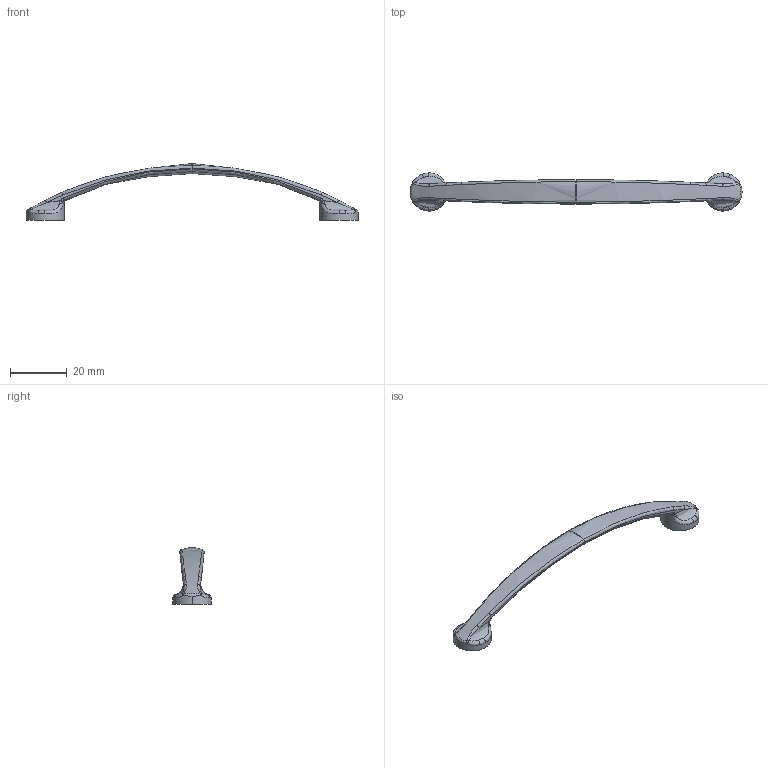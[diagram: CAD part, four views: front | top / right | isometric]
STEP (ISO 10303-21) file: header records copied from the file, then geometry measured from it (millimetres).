
FILE_DESCRIPTION(('Creo Elements/Direct Modeling STEP Export'),'2;1');
FILE_NAME('2206-116.stp','2019-02-04T15:49:18',(''),(''),'Creo Elements/Direct Modeling STEP processor for AP214 (Solid Model)','Creo Elements/Direct Modeling 20.0 12-Nov-2016 (C) Parametric Technology GmbH','');
FILE_SCHEMA(('AUTOMOTIVE_DESIGN { 1 0 10303 214 1 1 1 1 }'));
Length unit declared in the file: millimetre
Products named in the file (1): 2206-116
Bounding box: 116.8 x 13.4 x 19.95 mm (x, y, z)
Volume: 3528.5 mm3; surface area: 2911.6 mm2
Topology: 1 solids, 1 shells, 91 faces, 215 edges, 122 vertices
Faces by surface type: bspline 63, cylinder 12, plane 8, cone 4, torus 4
Entity records: 23785 total; most frequent: CARTESIAN_POINT 22331, ORIENTED_EDGE 414, EDGE_CURVE 207, VERTEX_POINT 122, B_SPLINE_CURVE_WITH_KNOTS 117, DIRECTION 112, EDGE_LOOP 95, FACE_OUTER_BOUND 91
